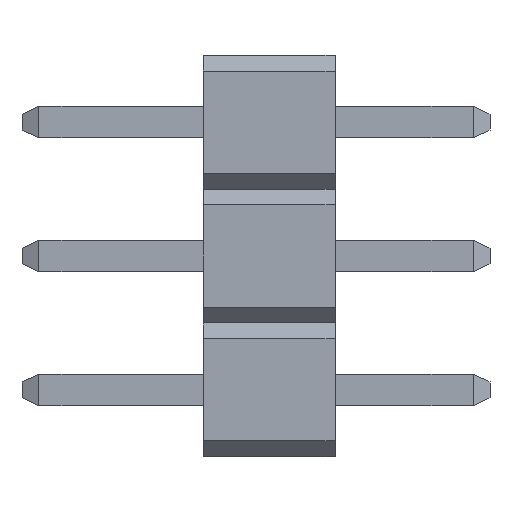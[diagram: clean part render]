
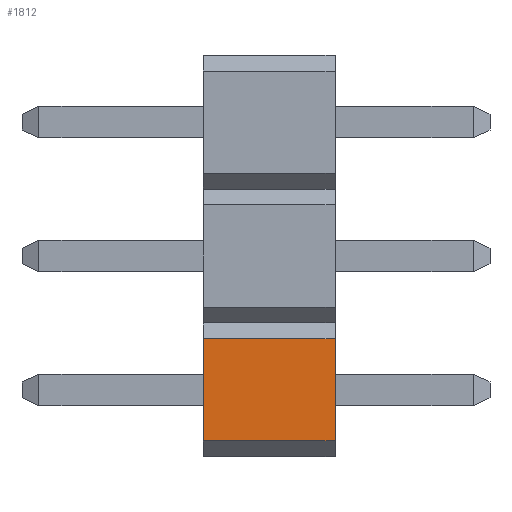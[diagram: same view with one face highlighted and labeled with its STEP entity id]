
A CAD part, left-side view. The second image highlights one B-rep face of the part: STEP entity #1812.
In plain terms, the highlighted planar face has unit normal (-1, 0, 0).
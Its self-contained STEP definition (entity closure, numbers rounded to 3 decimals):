
#298 = CARTESIAN_POINT ( 'NONE',  ( 0., 0., -2.24 ) ) ;
#889 = DIRECTION ( 'NONE',  ( 1., 0., 0. ) ) ;
#920 = PLANE ( 'NONE',  #6497 ) ;
#1153 = ORIENTED_EDGE ( 'NONE', *, *, #8245, .F. ) ;
#1637 = VECTOR ( 'NONE', #3624, 1000. ) ;
#1808 = EDGE_CURVE ( 'NONE', #3960, #8285, #5996, .T. ) ;
#1812 = ADVANCED_FACE ( 'NONE', ( #2944 ), #920, .F. ) ;
#1886 = CARTESIAN_POINT ( 'NONE',  ( 0., 2.5, -2.24 ) ) ;
#2136 = EDGE_CURVE ( 'NONE', #7932, #3960, #4438, .T. ) ;
#2151 = CARTESIAN_POINT ( 'NONE',  ( 0., 2.5, -2.24 ) ) ;
#2270 = ORIENTED_EDGE ( 'NONE', *, *, #4925, .F. ) ;
#2944 = FACE_OUTER_BOUND ( 'NONE', #3527, .T. ) ;
#3121 = LINE ( 'NONE', #1886, #7892 ) ;
#3513 = DIRECTION ( 'NONE',  ( 0., 0., 1. ) ) ;
#3527 = EDGE_LOOP ( 'NONE', ( #7850, #2270, #1153, #5809 ) ) ;
#3624 = DIRECTION ( 'NONE',  ( 0., -1., 0. ) ) ;
#3960 = VERTEX_POINT ( 'NONE', #7794 ) ;
#4083 = DIRECTION ( 'NONE',  ( 0., 0., -1. ) ) ;
#4438 = LINE ( 'NONE', #5667, #1637 ) ;
#4600 = VECTOR ( 'NONE', #6260, 1000. ) ;
#4886 = CARTESIAN_POINT ( 'NONE',  ( 0., 2.5, -0.3 ) ) ;
#4925 = EDGE_CURVE ( 'NONE', #6129, #8285, #6854, .T. ) ;
#5667 = CARTESIAN_POINT ( 'NONE',  ( 0., 2.5, -2.24 ) ) ;
#5809 = ORIENTED_EDGE ( 'NONE', *, *, #2136, .T. ) ;
#5996 = LINE ( 'NONE', #298, #7611 ) ;
#6004 = CARTESIAN_POINT ( 'NONE',  ( 0., 2.5, -2.24 ) ) ;
#6129 = VERTEX_POINT ( 'NONE', #7935 ) ;
#6260 = DIRECTION ( 'NONE',  ( 0., -1., 0. ) ) ;
#6398 = DIRECTION ( 'NONE',  ( 0., 0., 1. ) ) ;
#6497 = AXIS2_PLACEMENT_3D ( 'NONE', #6004, #889, #4083 ) ;
#6854 = LINE ( 'NONE', #4886, #4600 ) ;
#7091 = CARTESIAN_POINT ( 'NONE',  ( 0., 0., -0.3 ) ) ;
#7611 = VECTOR ( 'NONE', #3513, 1000. ) ;
#7794 = CARTESIAN_POINT ( 'NONE',  ( 0., 0., -2.24 ) ) ;
#7850 = ORIENTED_EDGE ( 'NONE', *, *, #1808, .T. ) ;
#7892 = VECTOR ( 'NONE', #6398, 1000. ) ;
#7932 = VERTEX_POINT ( 'NONE', #2151 ) ;
#7935 = CARTESIAN_POINT ( 'NONE',  ( 0., 2.5, -0.3 ) ) ;
#8245 = EDGE_CURVE ( 'NONE', #7932, #6129, #3121, .T. ) ;
#8285 = VERTEX_POINT ( 'NONE', #7091 ) ;
